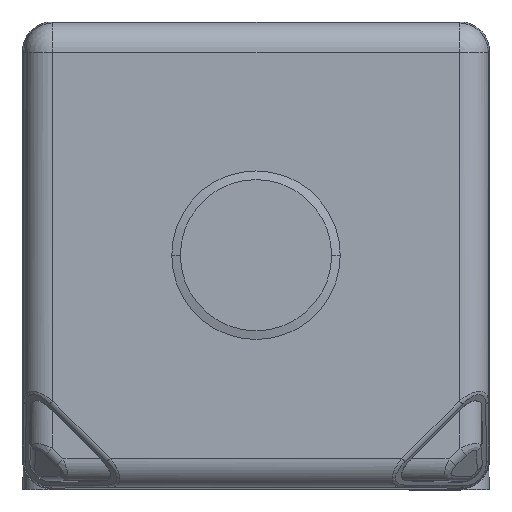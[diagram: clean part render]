
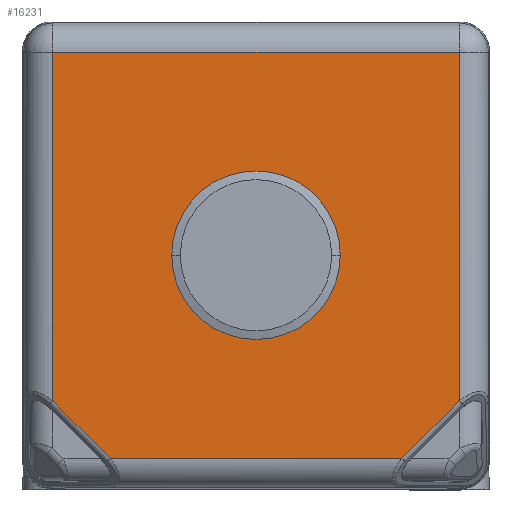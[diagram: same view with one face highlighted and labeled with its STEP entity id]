
A CAD part, top view. The second image highlights one B-rep face of the part: STEP entity #16231.
In plain terms, the highlighted planar face has unit normal (0, 0, 1).
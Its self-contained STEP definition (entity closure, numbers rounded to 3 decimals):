
#3366=DIRECTION('',(-1.,0.,0.));
#3367=VECTOR('',#3366,34.946);
#3368=CARTESIAN_POINT('',(17.473,17.473,12.21));
#3369=LINE('',#3368,#3367);
#3409=DIRECTION('',(0.,1.,0.));
#3410=VECTOR('',#3409,30.006);
#3411=CARTESIAN_POINT('',(17.473,-12.533,12.21));
#3412=LINE('',#3411,#3410);
#3562=CARTESIAN_POINT('',(12.533,-17.473,12.21));
#3588=CARTESIAN_POINT('',(-12.533,-17.473,
12.21));
#3590=DIRECTION('',(1.,0.,0.));
#3591=VECTOR('',#3590,25.066);
#3592=CARTESIAN_POINT('',(-12.533,-17.473,
12.21));
#3593=LINE('',#3592,#3591);
#3738=DIRECTION('',(0.,-1.,0.));
#3739=VECTOR('',#3738,30.006);
#3740=CARTESIAN_POINT('',(-17.473,17.473,12.21));
#3741=LINE('',#3740,#3739);
#3742=DIRECTION('',(-0.707,-0.707,0.));
#3743=VECTOR('',#3742,6.986);
#3744=CARTESIAN_POINT('',(17.473,-12.533,12.21));
#3745=LINE('',#3744,#3743);
#3746=DIRECTION('',(-0.707,0.707,0.));
#3747=VECTOR('',#3746,6.986);
#3748=CARTESIAN_POINT('',(-12.533,-17.473,
12.21));
#3749=LINE('',#3748,#3747);
#3750=CARTESIAN_POINT('',(0.,0.,12.21));
#3751=DIRECTION('',(0.,0.,1.));
#3752=DIRECTION('',(-1.,0.,0.));
#3753=AXIS2_PLACEMENT_3D('',#3750,#3751,#3752);
#3755=CARTESIAN_POINT('',(0.,0.,12.21));
#3756=DIRECTION('',(0.,0.,1.));
#3757=DIRECTION('',(1.,0.,0.));
#3758=AXIS2_PLACEMENT_3D('',#3755,#3756,#3757);
#8349=VERTEX_POINT('',#3588);
#8353=VERTEX_POINT('',#3562);
#8358=CARTESIAN_POINT('',(17.473,-12.533,12.21));
#8359=VERTEX_POINT('',#8358);
#8362=CARTESIAN_POINT('',(-17.473,-12.533,
12.21));
#8363=VERTEX_POINT('',#8362);
#8364=CARTESIAN_POINT('',(-17.473,17.473,12.21));
#8365=VERTEX_POINT('',#8364);
#8366=CARTESIAN_POINT('',(17.473,17.473,12.21));
#8367=VERTEX_POINT('',#8366);
#8368=CARTESIAN_POINT('',(-7.246,0.,12.21));
#8369=CARTESIAN_POINT('',(7.246,0.,12.21));
#8370=VERTEX_POINT('',#8368);
#8371=VERTEX_POINT('',#8369);
#16210=CARTESIAN_POINT('',(0.,0.,12.21));
#16211=DIRECTION('',(0.,0.,1.));
#16212=DIRECTION('',(0.,-1.,0.));
#16213=AXIS2_PLACEMENT_3D('',#16210,#16211,#16212);
#16214=PLANE('',#16213);
#16216=ORIENTED_EDGE('',*,*,#16215,.T.);
#16217=ORIENTED_EDGE('',*,*,#15902,.F.);
#16219=ORIENTED_EDGE('',*,*,#16218,.T.);
#16220=ORIENTED_EDGE('',*,*,#16198,.F.);
#16221=ORIENTED_EDGE('',*,*,#15497,.F.);
#16222=ORIENTED_EDGE('',*,*,#15577,.F.);
#16223=EDGE_LOOP('',(#16216,#16217,#16219,#16220,#16221,#16222));
#16224=FACE_OUTER_BOUND('',#16223,.F.);
#16226=ORIENTED_EDGE('',*,*,#16225,.T.);
#16228=ORIENTED_EDGE('',*,*,#16227,.T.);
#16229=EDGE_LOOP('',(#16226,#16228));
#16230=FACE_BOUND('',#16229,.F.);
#16231=ADVANCED_FACE('',(#16224,#16230),#16214,.T.);
#3754=CIRCLE('',#3753,7.246);
#3759=CIRCLE('',#3758,7.246);
#15497=EDGE_CURVE('',#8367,#8365,#3369,.T.);
#15577=EDGE_CURVE('',#8359,#8367,#3412,.T.);
#15902=EDGE_CURVE('',#8349,#8353,#3593,.T.);
#16198=EDGE_CURVE('',#8365,#8363,#3741,.T.);
#16215=EDGE_CURVE('',#8359,#8353,#3745,.T.);
#16218=EDGE_CURVE('',#8349,#8363,#3749,.T.);
#16225=EDGE_CURVE('',#8370,#8371,#3754,.T.);
#16227=EDGE_CURVE('',#8371,#8370,#3759,.T.);
